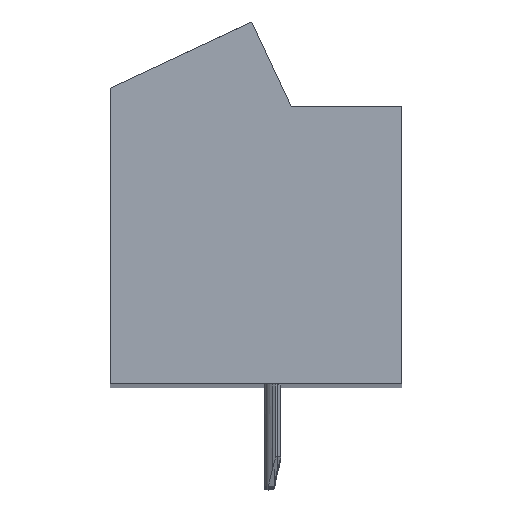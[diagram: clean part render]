
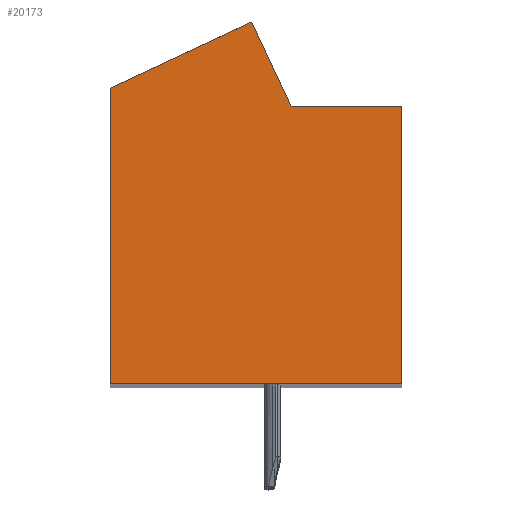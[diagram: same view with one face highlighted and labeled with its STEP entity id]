
A CAD part, top view. The second image highlights one B-rep face of the part: STEP entity #20173.
In plain terms, the highlighted planar face has unit normal (0, 0, 1).
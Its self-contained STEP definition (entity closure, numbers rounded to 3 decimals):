
#7109=DIRECTION('',(-1.,0.,0.));
#7110=VECTOR('',#7109,3.79);
#7111=CARTESIAN_POINT('',(5.002,3.3,76.75));
#7112=LINE('',#7111,#7110);
#7113=DIRECTION('',(0.,1.,0.));
#7114=VECTOR('',#7113,9.5);
#7115=CARTESIAN_POINT('',(5.002,-6.2,76.75));
#7116=LINE('',#7115,#7114);
#7117=DIRECTION('',(1.,0.,0.));
#7118=VECTOR('',#7117,10.);
#7119=CARTESIAN_POINT('',(-4.998,-6.2,76.75));
#7120=LINE('',#7119,#7118);
#7121=DIRECTION('',(0.,-1.,0.));
#7122=VECTOR('',#7121,10.135);
#7123=CARTESIAN_POINT('',(-4.998,3.935,76.75));
#7124=LINE('',#7123,#7122);
#7125=DIRECTION('',(-0.906,-0.423,0.));
#7126=VECTOR('',#7125,5.36);
#7127=CARTESIAN_POINT('',(-0.14,6.2,76.75));
#7128=LINE('',#7127,#7126);
#7129=DIRECTION('',(-0.423,0.906,0.));
#7130=VECTOR('',#7129,3.2);
#7131=CARTESIAN_POINT('',(1.212,3.3,76.75));
#7132=LINE('',#7131,#7130);
#8665=CARTESIAN_POINT('',(5.002,3.3,76.75));
#8666=CARTESIAN_POINT('',(1.212,3.3,76.75));
#8667=VERTEX_POINT('',#8665);
#8668=VERTEX_POINT('',#8666);
#8669=CARTESIAN_POINT('',(-0.14,6.2,76.75));
#8670=VERTEX_POINT('',#8669);
#8671=CARTESIAN_POINT('',(-4.998,3.935,76.75));
#8672=VERTEX_POINT('',#8671);
#8673=CARTESIAN_POINT('',(-4.998,-6.2,76.75));
#8674=VERTEX_POINT('',#8673);
#8675=CARTESIAN_POINT('',(5.002,-6.2,76.75));
#8676=VERTEX_POINT('',#8675);
#20160=CARTESIAN_POINT('',(0.,0.,76.75));
#20161=DIRECTION('',(0.,0.,1.));
#20162=DIRECTION('',(1.,0.,0.));
#20163=AXIS2_PLACEMENT_3D('',#20160,#20161,#20162);
#20164=PLANE('',#20163);
#20165=ORIENTED_EDGE('',*,*,#11094,.F.);
#20166=ORIENTED_EDGE('',*,*,#11109,.F.);
#20167=ORIENTED_EDGE('',*,*,#11123,.F.);
#20168=ORIENTED_EDGE('',*,*,#11432,.F.);
#20169=ORIENTED_EDGE('',*,*,#11765,.F.);
#20170=ORIENTED_EDGE('',*,*,#20154,.F.);
#20171=EDGE_LOOP('',(#20165,#20166,#20167,#20168,#20169,#20170));
#20172=FACE_OUTER_BOUND('',#20171,.F.);
#11094=EDGE_CURVE('',#8667,#8668,#7112,.T.);
#11109=EDGE_CURVE('',#8676,#8667,#7116,.T.);
#11123=EDGE_CURVE('',#8674,#8676,#7120,.T.);
#11432=EDGE_CURVE('',#8672,#8674,#7124,.T.);
#11765=EDGE_CURVE('',#8670,#8672,#7128,.T.);
#20154=EDGE_CURVE('',#8668,#8670,#7132,.T.);
#20173=ADVANCED_FACE('',(#20172),#20164,.T.);
